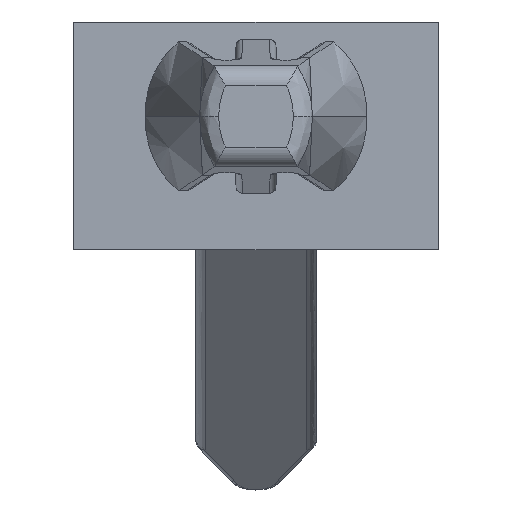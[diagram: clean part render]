
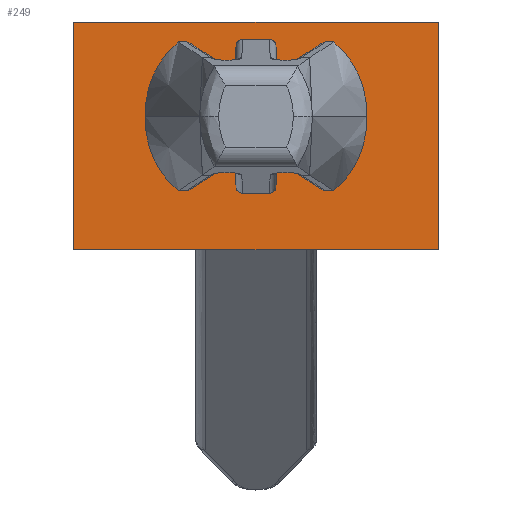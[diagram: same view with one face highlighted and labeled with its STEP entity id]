
A CAD part, front view. The second image highlights one B-rep face of the part: STEP entity #249.
In plain terms, the highlighted planar face has unit normal (0, -1, 0).
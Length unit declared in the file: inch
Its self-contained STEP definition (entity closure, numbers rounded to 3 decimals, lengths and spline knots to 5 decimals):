
#125=FACE_BOUND('',#552,.T.);
#179=PLANE('',#2387);
#249=ADVANCED_FACE('',(#419,#125),#179,.F.);
#419=FACE_OUTER_BOUND('',#551,.T.);
#551=EDGE_LOOP('',(#832,#833,#834,#835));
#552=EDGE_LOOP('',(#836,#837,#838,#839,#840,#841,#842,#843,#844,#845));
#731=CIRCLE('',#2383,0.01);
#732=CIRCLE('',#2384,0.01);
#733=CIRCLE('',#2385,0.01);
#734=CIRCLE('',#2386,0.01);
#832=ORIENTED_EDGE('',*,*,#1680,.T.);
#833=ORIENTED_EDGE('',*,*,#1681,.T.);
#834=ORIENTED_EDGE('',*,*,#1679,.T.);
#835=ORIENTED_EDGE('',*,*,#1682,.F.);
#836=ORIENTED_EDGE('',*,*,#1683,.F.);
#837=ORIENTED_EDGE('',*,*,#1684,.F.);
#838=ORIENTED_EDGE('',*,*,#1685,.T.);
#839=ORIENTED_EDGE('',*,*,#1686,.F.);
#840=ORIENTED_EDGE('',*,*,#1687,.T.);
#841=ORIENTED_EDGE('',*,*,#1688,.F.);
#842=ORIENTED_EDGE('',*,*,#1689,.F.);
#843=ORIENTED_EDGE('',*,*,#1690,.T.);
#844=ORIENTED_EDGE('',*,*,#1691,.F.);
#845=ORIENTED_EDGE('',*,*,#1692,.T.);
#1464=VERTEX_POINT('',#3323);
#1467=VERTEX_POINT('',#3330);
#1468=VERTEX_POINT('',#3334);
#1469=VERTEX_POINT('',#3335);
#1470=VERTEX_POINT('',#3339);
#1471=VERTEX_POINT('',#3340);
#1472=VERTEX_POINT('',#3342);
#1473=VERTEX_POINT('',#3344);
#1474=VERTEX_POINT('',#3346);
#1475=VERTEX_POINT('',#3348);
#1476=VERTEX_POINT('',#3350);
#1477=VERTEX_POINT('',#3352);
#1478=VERTEX_POINT('',#3354);
#1479=VERTEX_POINT('',#3356);
#1679=EDGE_CURVE('',#1464,#1467,#1990,.T.);
#1680=EDGE_CURVE('',#1468,#1469,#1991,.T.);
#1681=EDGE_CURVE('',#1469,#1464,#1992,.T.);
#1682=EDGE_CURVE('',#1468,#1467,#1993,.T.);
#1683=EDGE_CURVE('',#1470,#1471,#1994,.T.);
#1684=EDGE_CURVE('',#1472,#1470,#1995,.T.);
#1685=EDGE_CURVE('',#1472,#1473,#731,.T.);
#1686=EDGE_CURVE('',#1474,#1473,#1996,.T.);
#1687=EDGE_CURVE('',#1474,#1475,#732,.T.);
#1688=EDGE_CURVE('',#1476,#1475,#1997,.T.);
#1689=EDGE_CURVE('',#1477,#1476,#1998,.T.);
#1690=EDGE_CURVE('',#1477,#1478,#733,.T.);
#1691=EDGE_CURVE('',#1479,#1478,#1999,.T.);
#1692=EDGE_CURVE('',#1479,#1471,#734,.T.);
#1990=LINE('',#3331,#2182);
#1991=LINE('',#3333,#2183);
#1992=LINE('',#3336,#2184);
#1993=LINE('',#3337,#2185);
#1994=LINE('',#3338,#2186);
#1995=LINE('',#3341,#2187);
#1996=LINE('',#3345,#2188);
#1997=LINE('',#3349,#2189);
#1998=LINE('',#3351,#2190);
#1999=LINE('',#3355,#2191);
#2182=VECTOR('',#2646,1.);
#2183=VECTOR('',#2649,1.);
#2184=VECTOR('',#2650,1.);
#2185=VECTOR('',#2651,1.);
#2186=VECTOR('',#2652,1.);
#2187=VECTOR('',#2653,1.);
#2188=VECTOR('',#2656,1.);
#2189=VECTOR('',#2659,1.);
#2190=VECTOR('',#2660,1.);
#2191=VECTOR('',#2663,1.);
#2383=AXIS2_PLACEMENT_3D('',#3343,#2654,#2655);
#2384=AXIS2_PLACEMENT_3D('',#3347,#2657,#2658);
#2385=AXIS2_PLACEMENT_3D('',#3353,#2661,#2662);
#2386=AXIS2_PLACEMENT_3D('',#3357,#2664,#2665);
#2387=AXIS2_PLACEMENT_3D('',#3358,#2666,#2667);
#2646=DIRECTION('',(1.,0.,0.));
#2649=DIRECTION('',(-1.,0.,0.));
#2650=DIRECTION('',(0.,0.,-1.));
#2651=DIRECTION('',(0.,0.,-1.));
#2652=DIRECTION('',(0.035,0.,-0.999));
#2653=DIRECTION('',(-0.035,0.,-0.999));
#2654=DIRECTION('',(0.,1.,0.));
#2655=DIRECTION('',(0.,0.,1.));
#2656=DIRECTION('',(-1.,0.,0.));
#2657=DIRECTION('',(0.,1.,0.));
#2658=DIRECTION('',(0.,0.,1.));
#2659=DIRECTION('',(-0.035,0.,0.999));
#2660=DIRECTION('',(0.035,0.,0.999));
#2661=DIRECTION('',(0.,1.,0.));
#2662=DIRECTION('',(0.,0.,1.));
#2663=DIRECTION('',(1.,0.,0.));
#2664=DIRECTION('',(0.,1.,0.));
#2665=DIRECTION('',(0.,0.,1.));
#2666=DIRECTION('',(0.,1.,0.));
#2667=DIRECTION('',(0.,0.,1.));
#3323=CARTESIAN_POINT('',(-0.285,0.51599,-0.20826));
#3330=CARTESIAN_POINT('',(0.285,0.51599,-0.20826));
#3331=CARTESIAN_POINT('',(-0.285,0.51599,-0.20826));
#3333=CARTESIAN_POINT('',(-0.185,0.51599,0.1475));
#3334=CARTESIAN_POINT('',(0.285,0.51599,0.1475));
#3335=CARTESIAN_POINT('',(-0.285,0.51599,0.1475));
#3336=CARTESIAN_POINT('',(-0.285,0.51599,0.1475));
#3337=CARTESIAN_POINT('',(0.285,0.51599,0.1475));
#3338=CARTESIAN_POINT('',(-0.03912,0.51599,0.1179));
#3339=CARTESIAN_POINT('',(-0.035,0.51599,0.));
#3340=CARTESIAN_POINT('',(-0.03115,0.51599,-0.11035));
#3341=CARTESIAN_POINT('',(-0.03075,0.51599,0.12181));
#3342=CARTESIAN_POINT('',(-0.03115,0.51599,0.11035));
#3343=CARTESIAN_POINT('',(-0.02115,0.51599,0.11));
#3344=CARTESIAN_POINT('',(-0.02115,0.51599,0.12));
#3345=CARTESIAN_POINT('',(0.02115,0.51599,0.12));
#3346=CARTESIAN_POINT('',(0.02115,0.51599,0.12));
#3347=CARTESIAN_POINT('',(0.02115,0.51599,0.11));
#3348=CARTESIAN_POINT('',(0.03115,0.51599,0.11035));
#3349=CARTESIAN_POINT('',(0.0308,0.51599,0.12034));
#3350=CARTESIAN_POINT('',(0.035,0.51599,0.));
#3351=CARTESIAN_POINT('',(0.03917,0.51599,0.11937));
#3352=CARTESIAN_POINT('',(0.03115,0.51599,-0.11035));
#3353=CARTESIAN_POINT('',(0.02115,0.51599,-0.11));
#3354=CARTESIAN_POINT('',(0.02115,0.51599,-0.12));
#3355=CARTESIAN_POINT('',(0.02115,0.51599,-0.12));
#3356=CARTESIAN_POINT('',(-0.02115,0.51599,-0.12));
#3357=CARTESIAN_POINT('',(-0.02115,0.51599,-0.11));
#3358=CARTESIAN_POINT('',(0.02115,0.51599,0.12));
